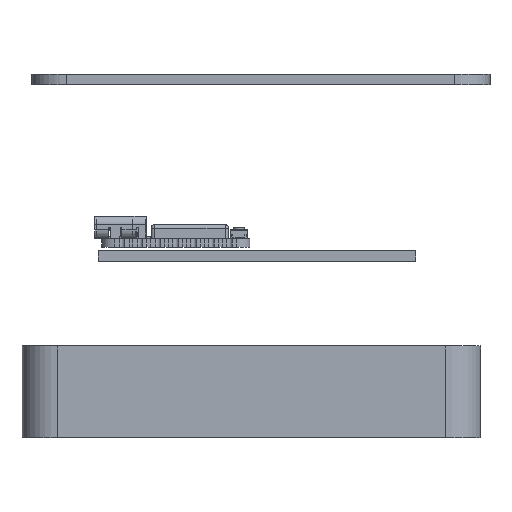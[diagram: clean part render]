
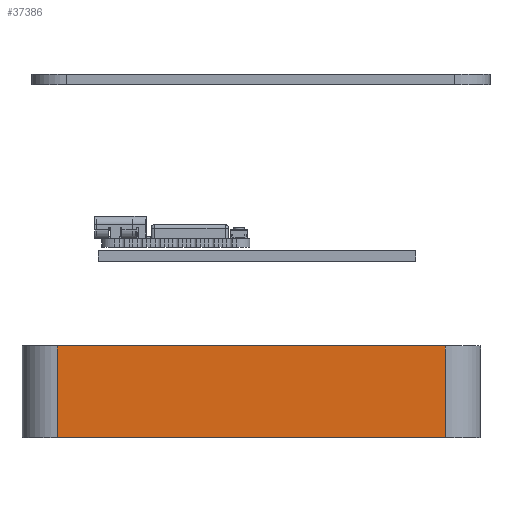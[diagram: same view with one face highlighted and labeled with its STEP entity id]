
A CAD part, left-side view. The second image highlights one B-rep face of the part: STEP entity #37386.
In plain terms, the highlighted planar face has unit normal (-1, 0, 0).
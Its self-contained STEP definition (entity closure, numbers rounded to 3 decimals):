
#3526=FACE_OUTER_BOUND('',#5588,.T.);
#5588=EDGE_LOOP('',(#27585,#27586,#27587,#27588));
#8499=LINE('',#53845,#12625);
#8500=LINE('',#53848,#12626);
#8512=LINE('',#53886,#12638);
#8513=LINE('',#53887,#12639);
#12625=VECTOR('',#44215,10.);
#12626=VECTOR('',#44218,10.);
#12638=VECTOR('',#44246,10.);
#12639=VECTOR('',#44247,10.);
#16910=VERTEX_POINT('',#53838);
#16913=VERTEX_POINT('',#53843);
#16914=VERTEX_POINT('',#53847);
#16932=VERTEX_POINT('',#53885);
#21208=EDGE_CURVE('',#16913,#16910,#8499,.T.);
#21209=EDGE_CURVE('',#16910,#16914,#8500,.T.);
#21228=EDGE_CURVE('',#16932,#16913,#8512,.T.);
#21229=EDGE_CURVE('',#16914,#16932,#8513,.T.);
#27585=ORIENTED_EDGE('',*,*,#21208,.F.);
#27586=ORIENTED_EDGE('',*,*,#21228,.F.);
#27587=ORIENTED_EDGE('',*,*,#21229,.F.);
#27588=ORIENTED_EDGE('',*,*,#21209,.F.);
#36103=PLANE('',#39929);
#37386=ADVANCED_FACE('',(#3526),#36103,.T.);
#39929=AXIS2_PLACEMENT_3D('',#53884,#44244,#44245);
#44215=DIRECTION('',(0.,0.,1.));
#44218=DIRECTION('',(0.,-1.,0.));
#44244=DIRECTION('center_axis',(-1.,0.,0.));
#44245=DIRECTION('ref_axis',(0.,-1.,0.));
#44246=DIRECTION('',(0.,1.,0.));
#44247=DIRECTION('',(0.,0.,-1.));
#53838=CARTESIAN_POINT('',(-50.783,20.788,-12.));
#53843=CARTESIAN_POINT('',(-50.783,20.788,-25.));
#53845=CARTESIAN_POINT('',(-50.783,20.788,-25.));
#53847=CARTESIAN_POINT('',(-50.783,-34.212,-12.));
#53848=CARTESIAN_POINT('',(-50.783,-39.212,-12.));
#53884=CARTESIAN_POINT('Origin',(-50.783,25.788,-25.));
#53885=CARTESIAN_POINT('',(-50.783,-34.212,-25.));
#53886=CARTESIAN_POINT('',(-50.783,-39.212,-25.));
#53887=CARTESIAN_POINT('',(-50.783,-34.212,-25.));
